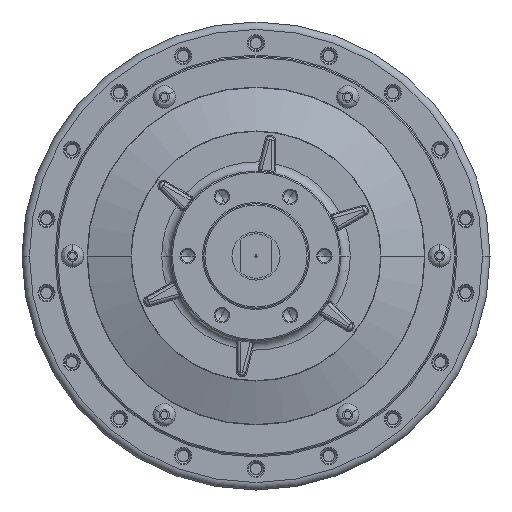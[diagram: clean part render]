
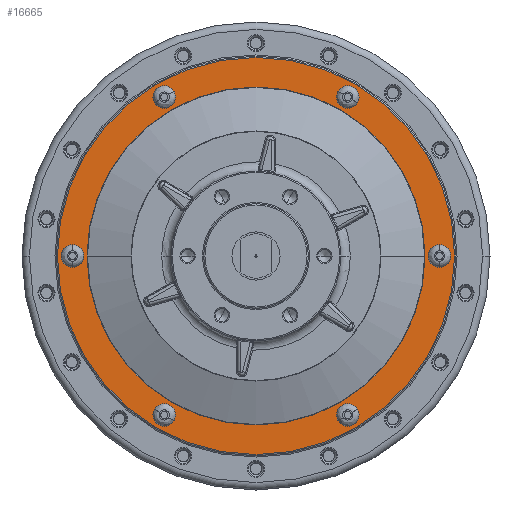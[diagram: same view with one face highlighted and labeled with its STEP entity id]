
A CAD part, left-side view. The second image highlights one B-rep face of the part: STEP entity #16665.
In plain terms, the highlighted planar face has unit normal (-1, 0, 0).
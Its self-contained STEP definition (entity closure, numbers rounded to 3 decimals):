
#3217=CARTESIAN_POINT('',(-58.209,0.,0.));
#3218=DIRECTION('',(1.,0.,0.));
#3219=DIRECTION('',(0.,-1.,0.));
#3220=AXIS2_PLACEMENT_3D('',#3217,#3218,#3219);
#3222=CARTESIAN_POINT('',(-58.209,0.,0.));
#3223=DIRECTION('',(1.,0.,0.));
#3224=DIRECTION('',(0.,1.,0.));
#3225=AXIS2_PLACEMENT_3D('',#3222,#3223,#3224);
#3227=CARTESIAN_POINT('',(-58.209,0.,0.));
#3228=DIRECTION('',(-1.,0.,0.));
#3229=DIRECTION('',(0.,1.,0.));
#3230=AXIS2_PLACEMENT_3D('',#3227,#3228,#3229);
#3232=CARTESIAN_POINT('',(-58.209,0.,0.));
#3233=DIRECTION('',(-1.,0.,0.));
#3234=DIRECTION('',(0.,-1.,0.));
#3235=AXIS2_PLACEMENT_3D('',#3232,#3233,#3234);
#3247=CARTESIAN_POINT('',(-58.209,-59.083,0.));
#3248=DIRECTION('',(-1.,0.,0.));
#3249=DIRECTION('',(0.,0.,1.));
#3250=AXIS2_PLACEMENT_3D('',#3247,#3248,#3249);
#3252=CARTESIAN_POINT('',(-58.209,-59.083,0.));
#3253=DIRECTION('',(-1.,0.,0.));
#3254=DIRECTION('',(0.,0.,-1.));
#3255=AXIS2_PLACEMENT_3D('',#3252,#3253,#3254);
#3267=CARTESIAN_POINT('',(-58.209,-29.542,
51.168));
#3268=DIRECTION('',(-1.,0.,0.));
#3269=DIRECTION('',(0.,0.866,0.5));
#3270=AXIS2_PLACEMENT_3D('',#3267,#3268,#3269);
#3272=CARTESIAN_POINT('',(-58.209,-29.542,
51.168));
#3273=DIRECTION('',(-1.,0.,0.));
#3274=DIRECTION('',(0.,-0.866,-0.5));
#3275=AXIS2_PLACEMENT_3D('',#3272,#3273,#3274);
#3287=CARTESIAN_POINT('',(-58.209,29.542,51.168));
#3288=DIRECTION('',(-1.,0.,0.));
#3289=DIRECTION('',(0.,0.866,-0.5));
#3290=AXIS2_PLACEMENT_3D('',#3287,#3288,#3289);
#3292=CARTESIAN_POINT('',(-58.209,29.542,51.168));
#3293=DIRECTION('',(-1.,0.,0.));
#3294=DIRECTION('',(0.,-0.866,0.5));
#3295=AXIS2_PLACEMENT_3D('',#3292,#3293,#3294);
#3307=CARTESIAN_POINT('',(-58.209,59.083,0.));
#3308=DIRECTION('',(-1.,0.,0.));
#3309=DIRECTION('',(0.,0.,-1.));
#3310=AXIS2_PLACEMENT_3D('',#3307,#3308,#3309);
#3312=CARTESIAN_POINT('',(-58.209,59.083,0.));
#3313=DIRECTION('',(-1.,0.,0.));
#3314=DIRECTION('',(0.,0.,1.));
#3315=AXIS2_PLACEMENT_3D('',#3312,#3313,#3314);
#3327=CARTESIAN_POINT('',(-58.209,29.542,
-51.168));
#3328=DIRECTION('',(-1.,0.,0.));
#3329=DIRECTION('',(0.,-0.866,-0.5));
#3330=AXIS2_PLACEMENT_3D('',#3327,#3328,#3329);
#3332=CARTESIAN_POINT('',(-58.209,29.542,
-51.168));
#3333=DIRECTION('',(-1.,0.,0.));
#3334=DIRECTION('',(0.,0.866,0.5));
#3335=AXIS2_PLACEMENT_3D('',#3332,#3333,#3334);
#3347=CARTESIAN_POINT('',(-58.209,-29.542,
-51.168));
#3348=DIRECTION('',(-1.,0.,0.));
#3349=DIRECTION('',(0.,-0.866,0.5));
#3350=AXIS2_PLACEMENT_3D('',#3347,#3348,#3349);
#3352=CARTESIAN_POINT('',(-58.209,-29.542,
-51.168));
#3353=DIRECTION('',(-1.,0.,0.));
#3354=DIRECTION('',(0.,0.866,-0.5));
#3355=AXIS2_PLACEMENT_3D('',#3352,#3353,#3354);
#10310=CARTESIAN_POINT('',(-58.209,-54.406,
0.));
#10311=CARTESIAN_POINT('',(-58.209,54.406,0.));
#10312=VERTEX_POINT('',#10310);
#10313=VERTEX_POINT('',#10311);
#10330=CARTESIAN_POINT('',(-58.209,63.936,0.));
#10331=CARTESIAN_POINT('',(-58.209,-63.936,0.));
#10332=VERTEX_POINT('',#10330);
#10333=VERTEX_POINT('',#10331);
#12146=CARTESIAN_POINT('',(-58.209,-59.083,3.65));
#12147=CARTESIAN_POINT('',(-58.209,-59.083,-3.65));
#12148=VERTEX_POINT('',#12146);
#12149=VERTEX_POINT('',#12147);
#12194=CARTESIAN_POINT('',(-58.209,-26.381,
52.993));
#12195=CARTESIAN_POINT('',(-58.209,-32.703,
49.343));
#12196=VERTEX_POINT('',#12194);
#12197=VERTEX_POINT('',#12195);
#12202=CARTESIAN_POINT('',(-58.209,32.703,
49.343));
#12203=CARTESIAN_POINT('',(-58.209,26.381,
52.993));
#12204=VERTEX_POINT('',#12202);
#12205=VERTEX_POINT('',#12203);
#12210=CARTESIAN_POINT('',(-58.209,59.083,-3.65));
#12211=CARTESIAN_POINT('',(-58.209,59.083,3.65));
#12212=VERTEX_POINT('',#12210);
#12213=VERTEX_POINT('',#12211);
#12218=CARTESIAN_POINT('',(-58.209,26.381,
-52.993));
#12219=CARTESIAN_POINT('',(-58.209,32.703,
-49.343));
#12220=VERTEX_POINT('',#12218);
#12221=VERTEX_POINT('',#12219);
#12226=CARTESIAN_POINT('',(-58.209,-32.703,
-49.343));
#12227=CARTESIAN_POINT('',(-58.209,-26.381,
-52.993));
#12228=VERTEX_POINT('',#12226);
#12229=VERTEX_POINT('',#12227);
#16614=CARTESIAN_POINT('',(-58.209,0.,0.));
#16615=DIRECTION('',(-1.,0.,0.));
#16616=DIRECTION('',(0.,1.,0.));
#16617=AXIS2_PLACEMENT_3D('',#16614,#16615,#16616);
#16618=PLANE('',#16617);
#16620=ORIENTED_EDGE('',*,*,#16619,.F.);
#16622=ORIENTED_EDGE('',*,*,#16621,.F.);
#16623=EDGE_LOOP('',(#16620,#16622));
#16624=FACE_OUTER_BOUND('',#16623,.F.);
#16625=ORIENTED_EDGE('',*,*,#16594,.F.);
#16626=ORIENTED_EDGE('',*,*,#16608,.F.);
#16627=EDGE_LOOP('',(#16625,#16626));
#16628=FACE_BOUND('',#16627,.F.);
#16630=ORIENTED_EDGE('',*,*,#16629,.T.);
#16632=ORIENTED_EDGE('',*,*,#16631,.T.);
#16633=EDGE_LOOP('',(#16630,#16632));
#16634=FACE_BOUND('',#16633,.F.);
#16636=ORIENTED_EDGE('',*,*,#16635,.T.);
#16638=ORIENTED_EDGE('',*,*,#16637,.T.);
#16639=EDGE_LOOP('',(#16636,#16638));
#16640=FACE_BOUND('',#16639,.F.);
#16642=ORIENTED_EDGE('',*,*,#16641,.T.);
#16644=ORIENTED_EDGE('',*,*,#16643,.T.);
#16645=EDGE_LOOP('',(#16642,#16644));
#16646=FACE_BOUND('',#16645,.F.);
#16648=ORIENTED_EDGE('',*,*,#16647,.T.);
#16650=ORIENTED_EDGE('',*,*,#16649,.T.);
#16651=EDGE_LOOP('',(#16648,#16650));
#16652=FACE_BOUND('',#16651,.F.);
#16654=ORIENTED_EDGE('',*,*,#16653,.T.);
#16656=ORIENTED_EDGE('',*,*,#16655,.T.);
#16657=EDGE_LOOP('',(#16654,#16656));
#16658=FACE_BOUND('',#16657,.F.);
#16660=ORIENTED_EDGE('',*,*,#16659,.T.);
#16662=ORIENTED_EDGE('',*,*,#16661,.T.);
#16663=EDGE_LOOP('',(#16660,#16662));
#16664=FACE_BOUND('',#16663,.F.);
#3221=CIRCLE('',#3220,54.406);
#3226=CIRCLE('',#3225,54.406);
#3231=CIRCLE('',#3230,63.936);
#3236=CIRCLE('',#3235,63.936);
#3251=CIRCLE('',#3250,3.65);
#3256=CIRCLE('',#3255,3.65);
#3271=CIRCLE('',#3270,3.65);
#3276=CIRCLE('',#3275,3.65);
#3291=CIRCLE('',#3290,3.65);
#3296=CIRCLE('',#3295,3.65);
#3311=CIRCLE('',#3310,3.65);
#3316=CIRCLE('',#3315,3.65);
#3331=CIRCLE('',#3330,3.65);
#3336=CIRCLE('',#3335,3.65);
#3351=CIRCLE('',#3350,3.65);
#3356=CIRCLE('',#3355,3.65);
#16594=EDGE_CURVE('',#10312,#10313,#3221,.T.);
#16608=EDGE_CURVE('',#10313,#10312,#3226,.T.);
#16619=EDGE_CURVE('',#10332,#10333,#3231,.T.);
#16621=EDGE_CURVE('',#10333,#10332,#3236,.T.);
#16629=EDGE_CURVE('',#12148,#12149,#3251,.T.);
#16631=EDGE_CURVE('',#12149,#12148,#3256,.T.);
#16635=EDGE_CURVE('',#12196,#12197,#3271,.T.);
#16637=EDGE_CURVE('',#12197,#12196,#3276,.T.);
#16641=EDGE_CURVE('',#12204,#12205,#3291,.T.);
#16643=EDGE_CURVE('',#12205,#12204,#3296,.T.);
#16647=EDGE_CURVE('',#12212,#12213,#3311,.T.);
#16649=EDGE_CURVE('',#12213,#12212,#3316,.T.);
#16653=EDGE_CURVE('',#12220,#12221,#3331,.T.);
#16655=EDGE_CURVE('',#12221,#12220,#3336,.T.);
#16659=EDGE_CURVE('',#12228,#12229,#3351,.T.);
#16661=EDGE_CURVE('',#12229,#12228,#3356,.T.);
#16665=ADVANCED_FACE('',(#16624,#16628,#16634,#16640,#16646,#16652,#16658,
#16664),#16618,.T.);
